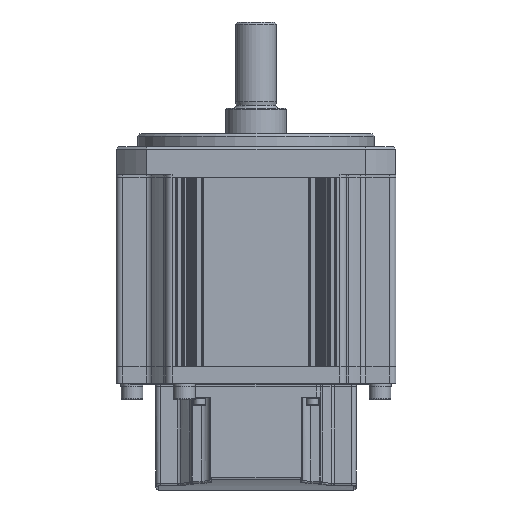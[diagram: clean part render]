
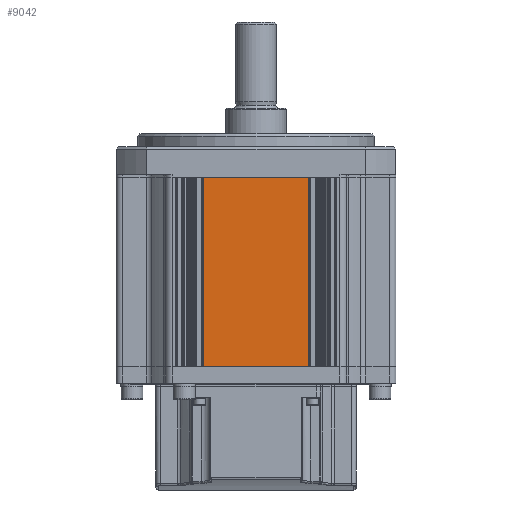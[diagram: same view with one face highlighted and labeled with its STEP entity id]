
A CAD part, front view. The second image highlights one B-rep face of the part: STEP entity #9042.
In plain terms, the highlighted planar face has unit normal (0, -1, 0).
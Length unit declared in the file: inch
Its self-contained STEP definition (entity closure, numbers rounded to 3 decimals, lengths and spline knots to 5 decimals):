
#761 = DIRECTION ( 'NONE',  ( 0., 0., 1. ) ) ;
#1014 = CARTESIAN_POINT ( 'NONE',  ( -0.96457, -2.55906, -0.3937 ) ) ;
#2744 = EDGE_LOOP ( 'NONE', ( #54892, #44675, #19947, #46722 ) ) ;
#6219 = CARTESIAN_POINT ( 'NONE',  ( -2.53937, -2.55906, -3.85827 ) ) ;
#9042 = ADVANCED_FACE ( 'NONE', ( #17851 ), #16898, .F. ) ;
#11509 = CARTESIAN_POINT ( 'NONE',  ( 0.96457, -2.55906, -0.3937 ) ) ;
#14321 = LINE ( 'NONE', #1014, #34694 ) ;
#15012 = CARTESIAN_POINT ( 'NONE',  ( -0.96457, -2.55906, -0.3937 ) ) ;
#15907 = VERTEX_POINT ( 'NONE', #11509 ) ;
#16898 = PLANE ( 'NONE',  #61743 ) ;
#17851 = FACE_OUTER_BOUND ( 'NONE', #2744, .T. ) ;
#18388 = LINE ( 'NONE', #71728, #23008 ) ;
#19947 = ORIENTED_EDGE ( 'NONE', *, *, #37987, .F. ) ;
#23008 = VECTOR ( 'NONE', #72677, 39.37008 ) ;
#25099 = EDGE_CURVE ( 'NONE', #69807, #15907, #18388, .T. ) ;
#27349 = LINE ( 'NONE', #6219, #30937 ) ;
#30937 = VECTOR ( 'NONE', #71676, 39.37008 ) ;
#34658 = LINE ( 'NONE', #51884, #54048 ) ;
#34694 = VECTOR ( 'NONE', #761, 39.37008 ) ;
#37987 = EDGE_CURVE ( 'NONE', #41262, #69807, #14321, .T. ) ;
#40678 = DIRECTION ( 'NONE',  ( 0., 0., 1. ) ) ;
#41262 = VERTEX_POINT ( 'NONE', #71101 ) ;
#44675 = ORIENTED_EDGE ( 'NONE', *, *, #25099, .F. ) ;
#46722 = ORIENTED_EDGE ( 'NONE', *, *, #49422, .F. ) ;
#49422 = EDGE_CURVE ( 'NONE', #61147, #41262, #27349, .T. ) ;
#49756 = EDGE_CURVE ( 'NONE', #15907, #61147, #34658, .T. ) ;
#51884 = CARTESIAN_POINT ( 'NONE',  ( 0.96457, -2.55906, -0.3937 ) ) ;
#54048 = VECTOR ( 'NONE', #64595, 39.37008 ) ;
#54892 = ORIENTED_EDGE ( 'NONE', *, *, #49756, .F. ) ;
#61147 = VERTEX_POINT ( 'NONE', #63333 ) ;
#61743 = AXIS2_PLACEMENT_3D ( 'NONE', #75650, #75914, #40678 ) ;
#63333 = CARTESIAN_POINT ( 'NONE',  ( 0.96457, -2.55906, -3.85827 ) ) ;
#64595 = DIRECTION ( 'NONE',  ( 0., 0., -1. ) ) ;
#69807 = VERTEX_POINT ( 'NONE', #15012 ) ;
#71101 = CARTESIAN_POINT ( 'NONE',  ( -0.96457, -2.55906, -3.85827 ) ) ;
#71676 = DIRECTION ( 'NONE',  ( -1., 0., 0. ) ) ;
#71728 = CARTESIAN_POINT ( 'NONE',  ( -2.53937, -2.55906, -0.3937 ) ) ;
#72677 = DIRECTION ( 'NONE',  ( 1., 0., 0. ) ) ;
#75650 = CARTESIAN_POINT ( 'NONE',  ( 0.96457, -2.55906, -0.3937 ) ) ;
#75914 = DIRECTION ( 'NONE',  ( 0., 1., 0. ) ) ;
